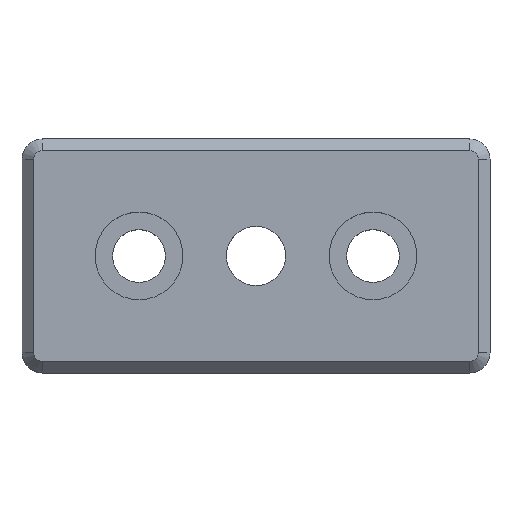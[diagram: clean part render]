
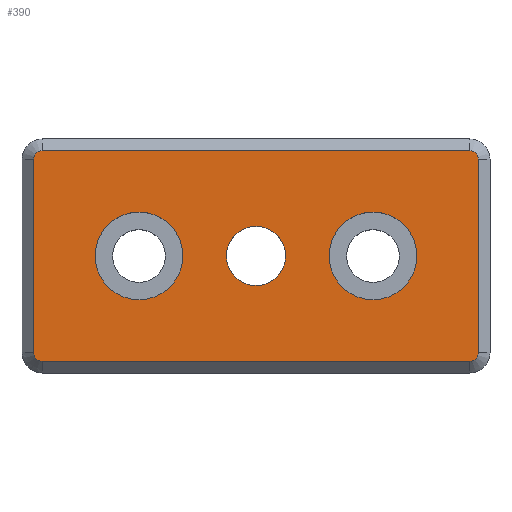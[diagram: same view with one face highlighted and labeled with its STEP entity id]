
A CAD part, top view. The second image highlights one B-rep face of the part: STEP entity #390.
In plain terms, the highlighted planar face has unit normal (0, 0, 1).
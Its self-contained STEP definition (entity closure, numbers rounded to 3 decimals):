
#15=FACE_BOUND('',#101,.T.);
#16=FACE_BOUND('',#102,.T.);
#17=FACE_BOUND('',#103,.T.);
#37=CIRCLE('',#407,1.5);
#40=CIRCLE('',#411,1.5);
#41=CIRCLE('',#415,1.5);
#44=CIRCLE('',#419,1.5);
#47=CIRCLE('',#428,7.5);
#48=CIRCLE('',#429,7.5);
#49=CIRCLE('',#430,5.053);
#75=FACE_OUTER_BOUND('',#100,.T.);
#100=EDGE_LOOP('',(#314,#315,#316,#317,#318,#319,#320,#321));
#101=EDGE_LOOP('',(#322));
#102=EDGE_LOOP('',(#323));
#103=EDGE_LOOP('',(#324));
#127=LINE('',#582,#155);
#133=LINE('',#602,#161);
#137=LINE('',#609,#165);
#141=LINE('',#624,#169);
#155=VECTOR('',#457,73.);
#161=VECTOR('',#477,33.);
#165=VECTOR('',#483,33.);
#169=VECTOR('',#501,73.);
#183=VERTEX_POINT('',#579);
#184=VERTEX_POINT('',#581);
#187=VERTEX_POINT('',#588);
#188=VERTEX_POINT('',#593);
#191=VERTEX_POINT('',#600);
#192=VERTEX_POINT('',#605);
#195=VERTEX_POINT('',#612);
#196=VERTEX_POINT('',#617);
#203=VERTEX_POINT('',#644);
#204=VERTEX_POINT('',#646);
#205=VERTEX_POINT('',#648);
#217=EDGE_CURVE('',#183,#184,#127,.T.);
#221=EDGE_CURVE('',#187,#183,#37,.T.);
#225=EDGE_CURVE('',#184,#188,#40,.T.);
#227=EDGE_CURVE('',#191,#187,#133,.T.);
#231=EDGE_CURVE('',#188,#192,#137,.T.);
#233=EDGE_CURVE('',#195,#191,#41,.T.);
#237=EDGE_CURVE('',#192,#196,#44,.T.);
#239=EDGE_CURVE('',#196,#195,#141,.T.);
#249=EDGE_CURVE('',#203,#203,#47,.T.);
#250=EDGE_CURVE('',#204,#204,#48,.T.);
#251=EDGE_CURVE('',#205,#205,#49,.T.);
#314=ORIENTED_EDGE('',*,*,#217,.F.);
#315=ORIENTED_EDGE('',*,*,#221,.F.);
#316=ORIENTED_EDGE('',*,*,#227,.F.);
#317=ORIENTED_EDGE('',*,*,#233,.F.);
#318=ORIENTED_EDGE('',*,*,#239,.F.);
#319=ORIENTED_EDGE('',*,*,#237,.F.);
#320=ORIENTED_EDGE('',*,*,#231,.F.);
#321=ORIENTED_EDGE('',*,*,#225,.F.);
#322=ORIENTED_EDGE('',*,*,#249,.T.);
#323=ORIENTED_EDGE('',*,*,#250,.T.);
#324=ORIENTED_EDGE('',*,*,#251,.T.);
#372=PLANE('',#427);
#390=ADVANCED_FACE('',(#75,#15,#16,#17),#372,.T.);
#407=AXIS2_PLACEMENT_3D('',#590,#463,#464);
#411=AXIS2_PLACEMENT_3D('',#597,#472,#473);
#415=AXIS2_PLACEMENT_3D('',#614,#487,#488);
#419=AXIS2_PLACEMENT_3D('',#621,#496,#497);
#427=AXIS2_PLACEMENT_3D('',#643,#521,#522);
#428=AXIS2_PLACEMENT_3D('',#645,#523,#524);
#429=AXIS2_PLACEMENT_3D('',#647,#525,#526);
#430=AXIS2_PLACEMENT_3D('',#649,#527,#528);
#457=DIRECTION('',(-1.,0.,0.));
#463=DIRECTION('center_axis',(0.,0.,-1.));
#464=DIRECTION('ref_axis',(0.707,-0.707,0.));
#472=DIRECTION('center_axis',(0.,0.,-1.));
#473=DIRECTION('ref_axis',(-0.707,-0.707,0.));
#477=DIRECTION('',(0.,-1.,0.));
#483=DIRECTION('',(0.,1.,0.));
#487=DIRECTION('center_axis',(0.,0.,-1.));
#488=DIRECTION('ref_axis',(0.707,0.707,0.));
#496=DIRECTION('center_axis',(0.,0.,-1.));
#497=DIRECTION('ref_axis',(-0.707,0.707,0.));
#501=DIRECTION('',(1.,0.,0.));
#521=DIRECTION('center_axis',(0.,0.,1.));
#522=DIRECTION('ref_axis',(1.,0.,0.));
#523=DIRECTION('center_axis',(0.,0.,-1.));
#524=DIRECTION('ref_axis',(1.,0.,0.));
#525=DIRECTION('center_axis',(0.,0.,-1.));
#526=DIRECTION('ref_axis',(1.,0.,0.));
#527=DIRECTION('center_axis',(0.,0.,-1.));
#528=DIRECTION('ref_axis',(1.,0.,0.));
#579=CARTESIAN_POINT('',(36.5,-18.,15.));
#581=CARTESIAN_POINT('',(-36.5,-18.,15.));
#582=CARTESIAN_POINT('',(20.,-18.,15.));
#588=CARTESIAN_POINT('',(38.,-16.5,15.));
#590=CARTESIAN_POINT('Origin',(36.5,-16.5,15.));
#593=CARTESIAN_POINT('',(-38.,-16.5,15.));
#597=CARTESIAN_POINT('Origin',(-36.5,-16.5,15.));
#600=CARTESIAN_POINT('',(38.,16.5,15.));
#602=CARTESIAN_POINT('',(38.,10.,15.));
#605=CARTESIAN_POINT('',(-38.,16.5,15.));
#609=CARTESIAN_POINT('',(-38.,-10.,15.));
#612=CARTESIAN_POINT('',(36.5,18.,15.));
#614=CARTESIAN_POINT('Origin',(36.5,16.5,15.));
#617=CARTESIAN_POINT('',(-36.5,18.,15.));
#621=CARTESIAN_POINT('Origin',(-36.5,16.5,15.));
#624=CARTESIAN_POINT('',(-20.,18.,15.));
#643=CARTESIAN_POINT('Origin',(0.,0.,
15.));
#644=CARTESIAN_POINT('',(27.5,0.,15.));
#645=CARTESIAN_POINT('Origin',(20.,0.,15.));
#646=CARTESIAN_POINT('',(-12.5,0.,15.));
#647=CARTESIAN_POINT('Origin',(-20.,0.,15.));
#648=CARTESIAN_POINT('',(5.053,0.,15.));
#649=CARTESIAN_POINT('Origin',(0.,0.,15.));
